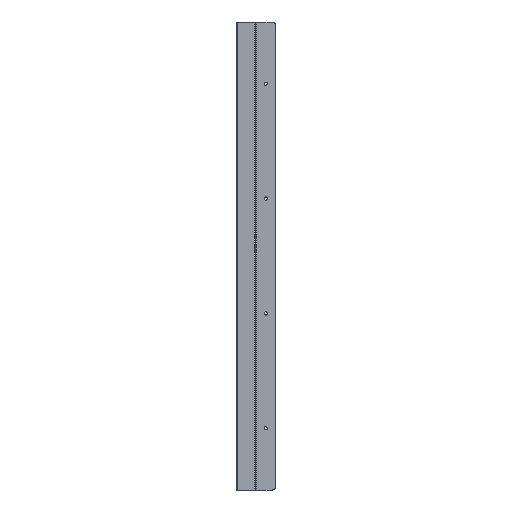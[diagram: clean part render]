
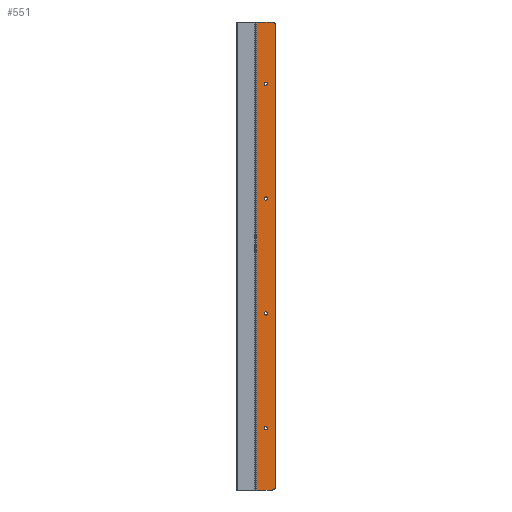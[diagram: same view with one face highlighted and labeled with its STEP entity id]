
A CAD part, front view. The second image highlights one B-rep face of the part: STEP entity #551.
In plain terms, the highlighted planar face has unit normal (0, -1, 0).
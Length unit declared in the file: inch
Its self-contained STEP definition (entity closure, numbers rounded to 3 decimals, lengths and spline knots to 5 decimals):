
#5 = VECTOR ( 'NONE', #105, 39.37008 ) ;
#20 = VERTEX_POINT ( 'NONE', #461 ) ;
#44 = EDGE_CURVE ( 'NONE', #20, #641, #304, .T. ) ;
#60 = CARTESIAN_POINT ( 'NONE',  ( 1.25, -0.548, 18. ) ) ;
#72 = VERTEX_POINT ( 'NONE', #739 ) ;
#82 = ORIENTED_EDGE ( 'NONE', *, *, #891, .F. ) ;
#86 = ORIENTED_EDGE ( 'NONE', *, *, #154, .F. ) ;
#92 = CIRCLE ( 'NONE', #549, 0.125 ) ;
#97 = CARTESIAN_POINT ( 'NONE',  ( 1.5, -0.548, -17.75 ) ) ;
#103 = CARTESIAN_POINT ( 'NONE',  ( 1.25, -0.548, 17.75 ) ) ;
#105 = DIRECTION ( 'NONE',  ( 0., 0., -1. ) ) ;
#122 = CIRCLE ( 'NONE', #538, 0.25 ) ;
#146 = FACE_BOUND ( 'NONE', #556, .T. ) ;
#147 = CARTESIAN_POINT ( 'NONE',  ( 0.047, -0.548, -18. ) ) ;
#153 = VERTEX_POINT ( 'NONE', #428 ) ;
#154 = EDGE_CURVE ( 'NONE', #153, #153, #729, .T. ) ;
#169 = CARTESIAN_POINT ( 'NONE',  ( 0.047, -0.548, -18. ) ) ;
#186 = ORIENTED_EDGE ( 'NONE', *, *, #44, .F. ) ;
#189 = CARTESIAN_POINT ( 'NONE',  ( 1.5, -0.548, 18. ) ) ;
#198 = CIRCLE ( 'NONE', #386, 0.125 ) ;
#214 = FACE_BOUND ( 'NONE', #454, .T. ) ;
#225 = CARTESIAN_POINT ( 'NONE',  ( 0.75, -0.548, 13.25 ) ) ;
#229 = DIRECTION ( 'NONE',  ( 0., -1., 0. ) ) ;
#231 = DIRECTION ( 'NONE',  ( 0., 0., 1. ) ) ;
#232 = VERTEX_POINT ( 'NONE', #735 ) ;
#237 = EDGE_CURVE ( 'NONE', #640, #640, #849, .T. ) ;
#255 = EDGE_LOOP ( 'NONE', ( #882 ) ) ;
#281 = VERTEX_POINT ( 'NONE', #636 ) ;
#292 = VERTEX_POINT ( 'NONE', #60 ) ;
#293 = AXIS2_PLACEMENT_3D ( 'NONE', #103, #890, #586 ) ;
#295 = CARTESIAN_POINT ( 'NONE',  ( 0.75, -0.548, -4.29167 ) ) ;
#297 = DIRECTION ( 'NONE',  ( 0., -1., 0. ) ) ;
#304 = LINE ( 'NONE', #524, #308 ) ;
#306 = DIRECTION ( 'NONE',  ( 0., 0., 1. ) ) ;
#308 = VECTOR ( 'NONE', #446, 39.37008 ) ;
#310 = VECTOR ( 'NONE', #430, 39.37008 ) ;
#316 = DIRECTION ( 'NONE',  ( 1., 0., 0. ) ) ;
#331 = ORIENTED_EDGE ( 'NONE', *, *, #844, .F. ) ;
#377 = CARTESIAN_POINT ( 'NONE',  ( 0.75, -0.548, -4.41667 ) ) ;
#379 = DIRECTION ( 'NONE',  ( 0., -1., 0. ) ) ;
#386 = AXIS2_PLACEMENT_3D ( 'NONE', #731, #297, #796 ) ;
#416 = ORIENTED_EDGE ( 'NONE', *, *, #645, .F. ) ;
#428 = CARTESIAN_POINT ( 'NONE',  ( 0.75, -0.548, -13.125 ) ) ;
#430 = DIRECTION ( 'NONE',  ( 0., 0., 1. ) ) ;
#435 = LINE ( 'NONE', #147, #310 ) ;
#441 = DIRECTION ( 'NONE',  ( 0., 0., 1. ) ) ;
#443 = CARTESIAN_POINT ( 'NONE',  ( 0.75, -0.548, -13.25 ) ) ;
#446 = DIRECTION ( 'NONE',  ( -1., 0., 0. ) ) ;
#447 = CARTESIAN_POINT ( 'NONE',  ( 1.5, -0.548, -18. ) ) ;
#454 = EDGE_LOOP ( 'NONE', ( #331 ) ) ;
#458 = LINE ( 'NONE', #447, #5 ) ;
#461 = CARTESIAN_POINT ( 'NONE',  ( 1.25, -0.548, -18. ) ) ;
#494 = FACE_BOUND ( 'NONE', #677, .T. ) ;
#513 = DIRECTION ( 'NONE',  ( 0., 0., 1. ) ) ;
#516 = CARTESIAN_POINT ( 'NONE',  ( 1.5, -0.548, -18. ) ) ;
#523 = PLANE ( 'NONE',  #591 ) ;
#524 = CARTESIAN_POINT ( 'NONE',  ( 1.5, -0.548, -18. ) ) ;
#538 = AXIS2_PLACEMENT_3D ( 'NONE', #539, #679, #441 ) ;
#539 = CARTESIAN_POINT ( 'NONE',  ( 1.25, -0.548, -17.75 ) ) ;
#549 = AXIS2_PLACEMENT_3D ( 'NONE', #225, #229, #513 ) ;
#551 = ADVANCED_FACE ( 'NONE', ( #214, #494, #788, #146, #887 ), #523, .F. ) ;
#556 = EDGE_LOOP ( 'NONE', ( #86 ) ) ;
#559 = ORIENTED_EDGE ( 'NONE', *, *, #565, .F. ) ;
#565 = EDGE_CURVE ( 'NONE', #292, #72, #863, .T. ) ;
#586 = DIRECTION ( 'NONE',  ( 0., 0., 1. ) ) ;
#591 = AXIS2_PLACEMENT_3D ( 'NONE', #516, #829, #231 ) ;
#609 = DIRECTION ( 'NONE',  ( 0., 0., 1. ) ) ;
#625 = VERTEX_POINT ( 'NONE', #97 ) ;
#636 = CARTESIAN_POINT ( 'NONE',  ( 0.75, -0.548, 4.54167 ) ) ;
#640 = VERTEX_POINT ( 'NONE', #295 ) ;
#641 = VERTEX_POINT ( 'NONE', #169 ) ;
#645 = EDGE_CURVE ( 'NONE', #843, #292, #819, .T. ) ;
#648 = AXIS2_PLACEMENT_3D ( 'NONE', #377, #661, #609 ) ;
#650 = CARTESIAN_POINT ( 'NONE',  ( 0.047, -0.548, 18. ) ) ;
#652 = EDGE_CURVE ( 'NONE', #72, #625, #458, .T. ) ;
#661 = DIRECTION ( 'NONE',  ( 0., -1., 0. ) ) ;
#677 = EDGE_LOOP ( 'NONE', ( #683 ) ) ;
#679 = DIRECTION ( 'NONE',  ( 0., 1., 0. ) ) ;
#683 = ORIENTED_EDGE ( 'NONE', *, *, #858, .F. ) ;
#691 = EDGE_CURVE ( 'NONE', #625, #20, #122, .T. ) ;
#698 = ORIENTED_EDGE ( 'NONE', *, *, #652, .F. ) ;
#710 = AXIS2_PLACEMENT_3D ( 'NONE', #443, #379, #306 ) ;
#711 = VECTOR ( 'NONE', #316, 39.37008 ) ;
#729 = CIRCLE ( 'NONE', #710, 0.125 ) ;
#731 = CARTESIAN_POINT ( 'NONE',  ( 0.75, -0.548, 4.41667 ) ) ;
#735 = CARTESIAN_POINT ( 'NONE',  ( 0.75, -0.548, 13.375 ) ) ;
#739 = CARTESIAN_POINT ( 'NONE',  ( 1.5, -0.548, 17.75 ) ) ;
#757 = EDGE_LOOP ( 'NONE', ( #82, #186, #762, #698, #559, #416 ) ) ;
#762 = ORIENTED_EDGE ( 'NONE', *, *, #691, .F. ) ;
#788 = FACE_BOUND ( 'NONE', #255, .T. ) ;
#796 = DIRECTION ( 'NONE',  ( 0., 0., 1. ) ) ;
#819 = LINE ( 'NONE', #189, #711 ) ;
#829 = DIRECTION ( 'NONE',  ( 0., 1., 0. ) ) ;
#843 = VERTEX_POINT ( 'NONE', #650 ) ;
#844 = EDGE_CURVE ( 'NONE', #232, #232, #92, .T. ) ;
#849 = CIRCLE ( 'NONE', #648, 0.125 ) ;
#858 = EDGE_CURVE ( 'NONE', #281, #281, #198, .T. ) ;
#863 = CIRCLE ( 'NONE', #293, 0.25 ) ;
#882 = ORIENTED_EDGE ( 'NONE', *, *, #237, .F. ) ;
#887 = FACE_OUTER_BOUND ( 'NONE', #757, .T. ) ;
#890 = DIRECTION ( 'NONE',  ( 0., 1., 0. ) ) ;
#891 = EDGE_CURVE ( 'NONE', #641, #843, #435, .T. ) ;
